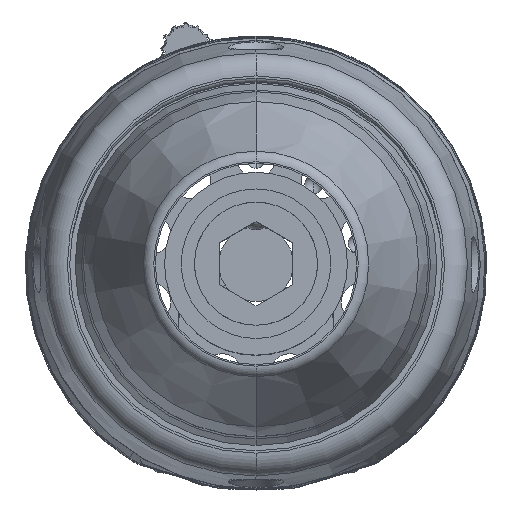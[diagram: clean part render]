
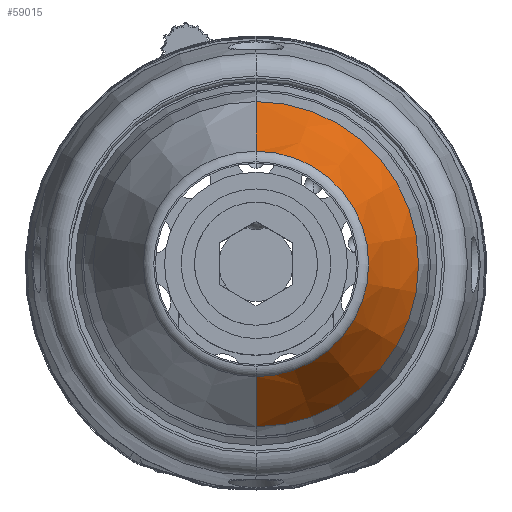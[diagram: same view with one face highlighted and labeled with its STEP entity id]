
A CAD part, top view. The second image highlights one B-rep face of the part: STEP entity #59015.
In plain terms, the highlighted conical face has half-angle 24 degrees and reference radius 11.967 mm.
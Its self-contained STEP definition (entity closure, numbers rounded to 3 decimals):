
#58834=CARTESIAN_POINT('',(0.,0.,25.167));
#58835=DIRECTION('',(0.,0.,-1.));
#58836=DIRECTION('',(0.,1.,0.));
#58837=AXIS2_PLACEMENT_3D('',#58834,#58835,#58836);
#58839=DIRECTION('',(0.,-0.407,0.914));
#58840=VECTOR('',#58839,10.661);
#58841=CARTESIAN_POINT('',(0.,14.135,25.167));
#58842=LINE('',#58841,#58840);
#58843=DIRECTION('',(0.,0.407,0.914));
#58844=VECTOR('',#58843,10.661);
#58845=CARTESIAN_POINT('',(0.,-14.135,25.167));
#58846=LINE('',#58845,#58844);
#58867=CARTESIAN_POINT('',(0.,0.,34.907));
#58868=DIRECTION('',(0.,0.,-1.));
#58869=DIRECTION('',(0.,1.,0.));
#58870=AXIS2_PLACEMENT_3D('',#58867,#58868,#58869);
#58968=CARTESIAN_POINT('',(0.,14.135,25.167));
#58969=CARTESIAN_POINT('',(0.,9.799,34.907));
#58970=VERTEX_POINT('',#58968);
#58971=VERTEX_POINT('',#58969);
#58974=CARTESIAN_POINT('',(0.,-14.135,25.167));
#58975=CARTESIAN_POINT('',(0.,-9.799,34.907));
#58976=VERTEX_POINT('',#58974);
#58977=VERTEX_POINT('',#58975);
#59000=CARTESIAN_POINT('',(0.,0.,30.037));
#59001=DIRECTION('',(0.,0.,-1.));
#59002=DIRECTION('',(0.,-1.,0.));
#59003=AXIS2_PLACEMENT_3D('',#59000,#59001,#59002);
#59004=CONICAL_SURFACE('',#59003,11.967,24.);
#59006=ORIENTED_EDGE('',*,*,#59005,.F.);
#59008=ORIENTED_EDGE('',*,*,#59007,.T.);
#59010=ORIENTED_EDGE('',*,*,#59009,.T.);
#59012=ORIENTED_EDGE('',*,*,#59011,.F.);
#59013=EDGE_LOOP('',(#59006,#59008,#59010,#59012));
#59014=FACE_OUTER_BOUND('',#59013,.F.);
#59015=ADVANCED_FACE('',(#59014),#59004,.T.);
#58838=CIRCLE('',#58837,14.135);
#58871=CIRCLE('',#58870,9.799);
#59005=EDGE_CURVE('',#58970,#58971,#58842,.T.);
#59007=EDGE_CURVE('',#58970,#58976,#58838,.T.);
#59009=EDGE_CURVE('',#58976,#58977,#58846,.T.);
#59011=EDGE_CURVE('',#58971,#58977,#58871,.T.);
